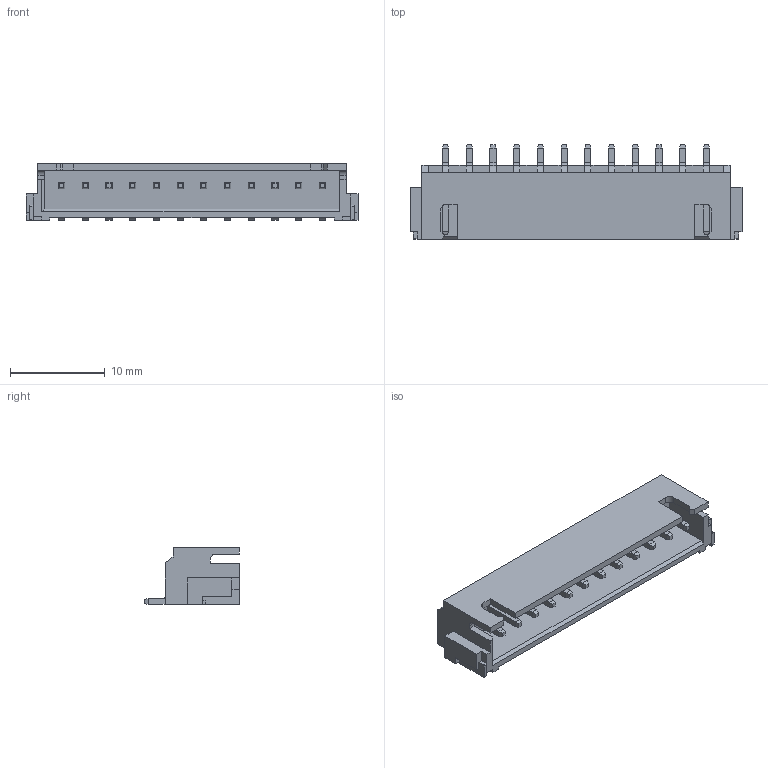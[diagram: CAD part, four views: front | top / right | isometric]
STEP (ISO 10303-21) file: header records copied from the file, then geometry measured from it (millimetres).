
FILE_DESCRIPTION(('STEP AP214'), '1');
FILE_NAME('SxB-XH-SM4-TB', '', ('UNSPECIFIED'), ('UNSPECIFIED'), 'ASCON STEP Converter 1.6', 'ASCON Math Kernel', '');
FILE_SCHEMA(('AUTOMOTIVE_DESIGN { 1 0 10303 214 3 1 1}'));
Length unit declared in the file: millimetre
Bounding box: 35 x 10 x 6 mm (x, y, z)
Volume: 754.4 mm3; surface area: 1659.5 mm2
Topology: 3 solids, 3 shells, 508 faces, 1361 edges, 835 vertices
Faces by surface type: plane 450, cylinder 58
Entity records: 19629 total; most frequent: ORIENTED_EDGE 2722, CARTESIAN_POINT 2705, DIRECTION 2567, EDGE_CURVE 1361, LINE 1173, VECTOR 1173, VERTEX_POINT 835, AXIS2_PLACEMENT_3D 697
